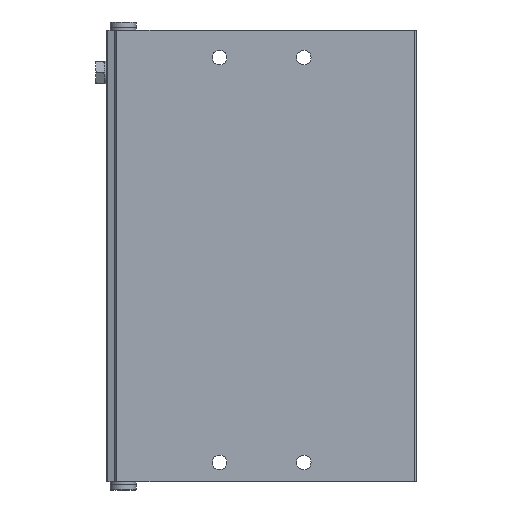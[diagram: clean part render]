
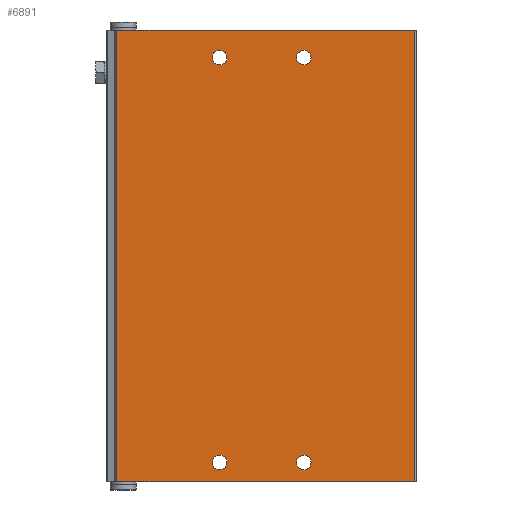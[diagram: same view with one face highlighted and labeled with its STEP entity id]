
A CAD part, front view. The second image highlights one B-rep face of the part: STEP entity #6891.
In plain terms, the highlighted planar face has unit normal (0, -1, 0).
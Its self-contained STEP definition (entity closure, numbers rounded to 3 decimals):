
#65=PLANE('',#7809);
#403=LINE('',#11356,#901);
#404=LINE('',#11368,#902);
#405=LINE('',#11370,#903);
#406=LINE('',#11372,#904);
#901=VECTOR('',#8674,1000.);
#902=VECTOR('',#8687,1000.);
#903=VECTOR('',#8688,1000.);
#904=VECTOR('',#8689,1000.);
#1547=ORIENTED_EDGE('',*,*,#3358,.T.);
#1548=ORIENTED_EDGE('',*,*,#3359,.T.);
#1549=ORIENTED_EDGE('',*,*,#3360,.T.);
#1550=ORIENTED_EDGE('',*,*,#3361,.T.);
#1551=ORIENTED_EDGE('',*,*,#3362,.T.);
#1552=ORIENTED_EDGE('',*,*,#3363,.F.);
#1553=ORIENTED_EDGE('',*,*,#3364,.F.);
#1554=ORIENTED_EDGE('',*,*,#3356,.T.);
#3356=EDGE_CURVE('',#4261,#4260,#403,.T.);
#3358=EDGE_CURVE('',#4262,#4262,#4881,.T.);
#3359=EDGE_CURVE('',#4263,#4263,#4882,.T.);
#3360=EDGE_CURVE('',#4264,#4264,#4883,.T.);
#3361=EDGE_CURVE('',#4265,#4265,#4884,.T.);
#3362=EDGE_CURVE('',#4260,#4266,#404,.T.);
#3363=EDGE_CURVE('',#4267,#4266,#405,.T.);
#3364=EDGE_CURVE('',#4261,#4267,#406,.T.);
#4260=VERTEX_POINT('',#11355);
#4261=VERTEX_POINT('',#11357);
#4262=VERTEX_POINT('',#11361);
#4263=VERTEX_POINT('',#11363);
#4264=VERTEX_POINT('',#11365);
#4265=VERTEX_POINT('',#11367);
#4266=VERTEX_POINT('',#11369);
#4267=VERTEX_POINT('',#11371);
#4881=CIRCLE('',#7810,2.25);
#4882=CIRCLE('',#7811,2.25);
#4883=CIRCLE('',#7812,2.25);
#4884=CIRCLE('',#7813,2.25);
#5249=EDGE_LOOP('',(#1547));
#5250=EDGE_LOOP('',(#1548));
#5251=EDGE_LOOP('',(#1549));
#5252=EDGE_LOOP('',(#1550));
#5253=EDGE_LOOP('',(#1551,#1552,#1553,#1554));
#6019=FACE_BOUND('',#5249,.T.);
#6020=FACE_BOUND('',#5250,.T.);
#6021=FACE_BOUND('',#5251,.T.);
#6022=FACE_BOUND('',#5252,.T.);
#6023=FACE_BOUND('',#5253,.T.);
#6891=ADVANCED_FACE('',(#6019,#6020,#6021,#6022,#6023),#65,.F.);
#7809=AXIS2_PLACEMENT_3D('',#11359,#8677,#8678);
#7810=AXIS2_PLACEMENT_3D('',#11360,#8679,#8680);
#7811=AXIS2_PLACEMENT_3D('',#11362,#8681,#8682);
#7812=AXIS2_PLACEMENT_3D('',#11364,#8683,#8684);
#7813=AXIS2_PLACEMENT_3D('',#11366,#8685,#8686);
#8674=DIRECTION('',(0.,0.,-1.));
#8677=DIRECTION('',(0.,1.,0.));
#8678=DIRECTION('',(0.,0.,1.));
#8679=DIRECTION('',(0.,1.,0.));
#8680=DIRECTION('',(0.,0.,1.));
#8681=DIRECTION('',(0.,1.,0.));
#8682=DIRECTION('',(0.,0.,1.));
#8683=DIRECTION('',(0.,1.,0.));
#8684=DIRECTION('',(0.,0.,1.));
#8685=DIRECTION('',(0.,1.,0.));
#8686=DIRECTION('',(0.,0.,1.));
#8687=DIRECTION('',(1.,0.,0.));
#8688=DIRECTION('',(0.,0.,-1.));
#8689=DIRECTION('',(1.,0.,0.));
#11355=CARTESIAN_POINT('',(-47.3,0.,0.));
#11356=CARTESIAN_POINT('',(-47.3,0.,139.5));
#11357=CARTESIAN_POINT('',(-47.3,0.,139.5));
#11359=CARTESIAN_POINT('',(-47.3,0.,139.5));
#11360=CARTESIAN_POINT('',(-13.,0.,8.5));
#11361=CARTESIAN_POINT('',(-13.,0.,10.75));
#11362=CARTESIAN_POINT('',(13.,0.,133.5));
#11363=CARTESIAN_POINT('',(13.,0.,135.75));
#11364=CARTESIAN_POINT('',(-13.,0.,133.5));
#11365=CARTESIAN_POINT('',(-13.,0.,135.75));
#11366=CARTESIAN_POINT('',(13.,0.,8.5));
#11367=CARTESIAN_POINT('',(13.,0.,10.75));
#11368=CARTESIAN_POINT('',(-47.3,0.,0.));
#11369=CARTESIAN_POINT('',(44.7,0.,0.));
#11370=CARTESIAN_POINT('',(44.7,0.,139.5));
#11371=CARTESIAN_POINT('',(44.7,0.,139.5));
#11372=CARTESIAN_POINT('',(-47.3,0.,139.5));
